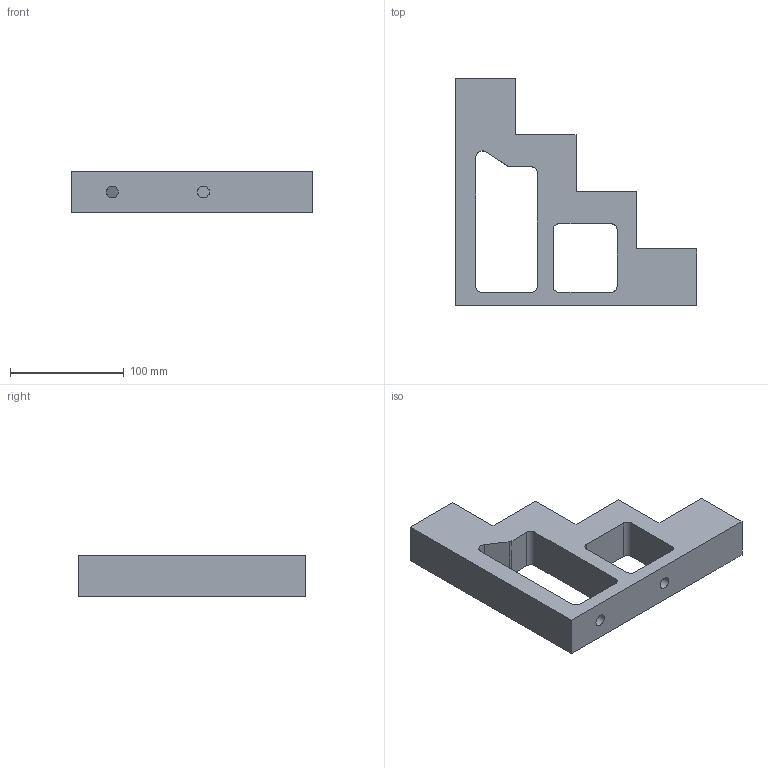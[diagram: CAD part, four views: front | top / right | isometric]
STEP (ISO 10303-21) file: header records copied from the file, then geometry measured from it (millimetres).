
FILE_DESCRIPTION (( 'STEP AP203' ), '1' );
FILE_NAME ('YIS11-4-50 Èçîëÿòîð ñòóïåí÷àòûé ÈÑ4-50 (Ì10) ñèëîâîé ÈÝÊ.STEP', '2016-09-15T09:31:07', ( '' ), ( '' ), 'SwSTEP 2.0', 'SolidWorks 2014', '' );
FILE_SCHEMA (( 'CONFIG_CONTROL_DESIGN' ));
Length unit declared in the file: millimetre
Products named in the file (1): YIS11-4-50 Èçîëÿòîð ñòóïåí÷àòûé ÈÑ4-50 (Ì10) ñèëîâîé ÈÝÊ
Bounding box: 212 x 200 x 36 mm (x, y, z)
Volume: 606571.7 mm3; surface area: 85576.8 mm2
Topology: 1 solids, 1 shells, 40 faces, 110 edges, 72 vertices
Faces by surface type: plane 21, cylinder 15, cone 4
Full cylindrical faces by diameter (mm): 8.5 x4, 10.5 x2
Entity records: 1279 total; most frequent: DIRECTION 208, CARTESIAN_POINT 205, ORIENTED_EDGE 192, EDGE_CURVE 96, AXIS2_PLACEMENT_3D 71, VERTEX_POINT 68, LINE 66, VECTOR 66
